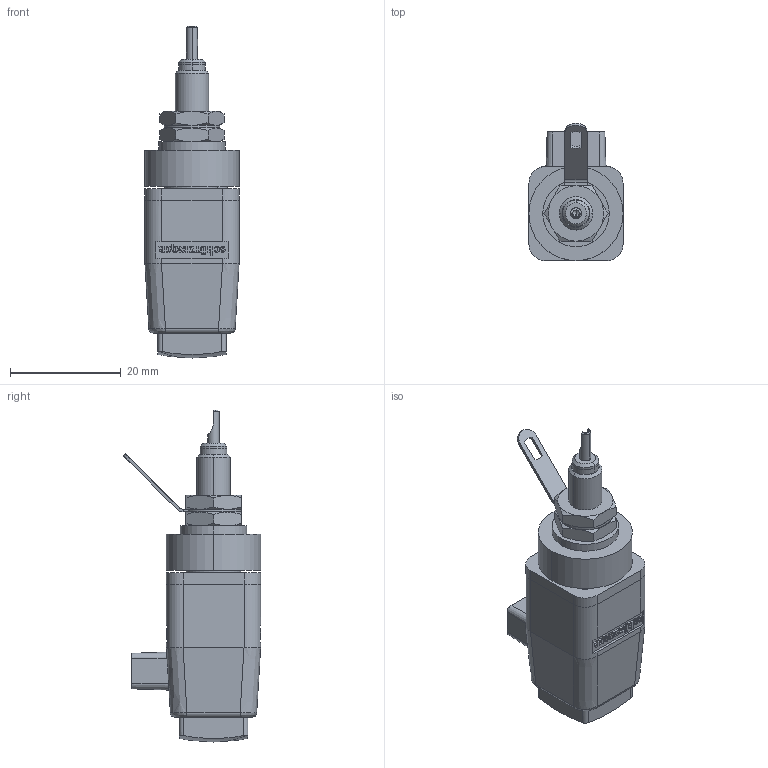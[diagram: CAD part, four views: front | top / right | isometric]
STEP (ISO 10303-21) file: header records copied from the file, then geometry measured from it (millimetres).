
FILE_DESCRIPTION((''),'2;1');
FILE_NAME('7730_ASM','2016-10-05T',('arsa'),(''),'PRO/ENGINEER BY PARAMETRIC TECHNOLOGY CORPORATION, 2015110','PRO/ENGINEER BY PARAMETRIC TECHNOLOGY CORPORATION, 2015110','');
FILE_SCHEMA(('CONFIG_CONTROL_DESIGN'));
Products named in the file (1): 7730_ASM
Bounding box: 17 x 24.77 x 59.9 mm (x, y, z)
Surface area: 10812.3 mm2 (no closed solid volume)
Topology: 0 solids, 17 shells, 2572 faces, 4957 edges, 2447 vertices
Faces by surface type: plane 1252, cone 927, extrusion 202, cylinder 140, bspline 49, sphere 2
Entity records: 93513 total; most frequent: CARTESIAN_POINT 28294, ORIENTED_EDGE 9898, DIRECTION 8398, EDGE_CURVE 4949, AXIS2_PLACEMENT_3D 3158, PRESENTATION_STYLE_ASSIGNMENT 2768, STYLED_ITEM 2768, EDGE_LOOP 2652
